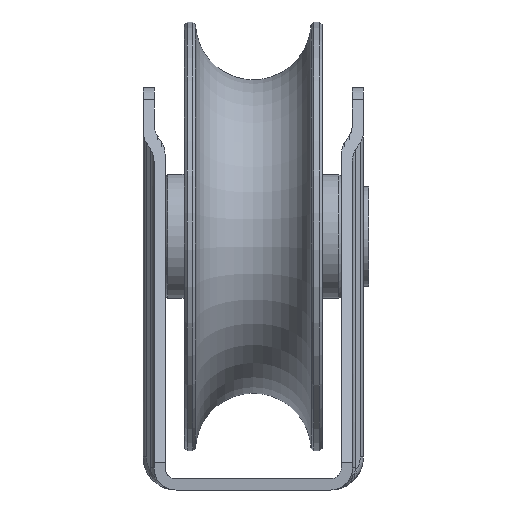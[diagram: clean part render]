
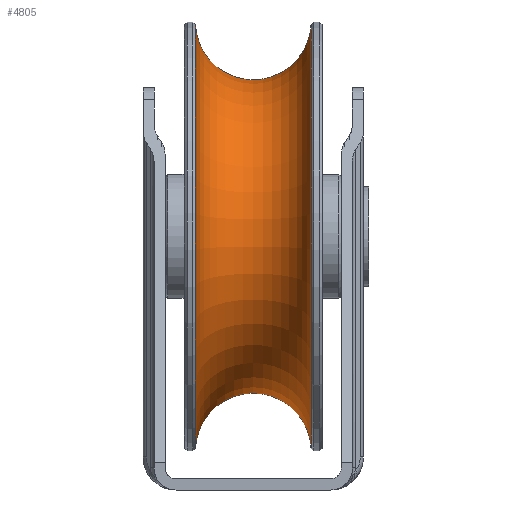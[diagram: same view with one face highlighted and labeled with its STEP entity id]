
A CAD part, left-side view. The second image highlights one B-rep face of the part: STEP entity #4805.
In plain terms, the highlighted toroidal (fillet/blend) face has major radius 39 mm and minor radius 10.5 mm.
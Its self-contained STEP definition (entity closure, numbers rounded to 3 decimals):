
#511=TOROIDAL_SURFACE('',#5141,39.,10.5);
#762=FACE_OUTER_BOUND('',#1044,.T.);
#1044=EDGE_LOOP('',(#3448,#3449,#3450,#3451,#3452,#3453));
#1964=CIRCLE('',#5109,38.501);
#1965=CIRCLE('',#5110,38.501);
#1972=CIRCLE('',#5123,38.501);
#1973=CIRCLE('',#5124,38.501);
#1984=CIRCLE('',#5142,10.5);
#2191=VERTEX_POINT('',#6855);
#2192=VERTEX_POINT('',#6857);
#2199=VERTEX_POINT('',#6882);
#2200=VERTEX_POINT('',#6884);
#2674=EDGE_CURVE('',#2191,#2192,#1964,.T.);
#2675=EDGE_CURVE('',#2192,#2191,#1965,.T.);
#2687=EDGE_CURVE('',#2199,#2200,#1972,.T.);
#2688=EDGE_CURVE('',#2200,#2199,#1973,.T.);
#2702=EDGE_CURVE('',#2200,#2192,#1984,.T.);
#3448=ORIENTED_EDGE('',*,*,#2687,.F.);
#3449=ORIENTED_EDGE('',*,*,#2688,.F.);
#3450=ORIENTED_EDGE('',*,*,#2702,.T.);
#3451=ORIENTED_EDGE('',*,*,#2674,.F.);
#3452=ORIENTED_EDGE('',*,*,#2675,.F.);
#3453=ORIENTED_EDGE('',*,*,#2702,.F.);
#4805=ADVANCED_FACE('',(#762),#511,.F.);
#5109=AXIS2_PLACEMENT_3D('',#6858,#5611,#5612);
#5110=AXIS2_PLACEMENT_3D('',#6859,#5613,#5614);
#5123=AXIS2_PLACEMENT_3D('',#6885,#5644,#5645);
#5124=AXIS2_PLACEMENT_3D('',#6886,#5646,#5647);
#5141=AXIS2_PLACEMENT_3D('',#6916,#5683,#5684);
#5142=AXIS2_PLACEMENT_3D('',#6917,#5685,#5686);
#5611=DIRECTION('center_axis',(0.,1.,0.));
#5612=DIRECTION('ref_axis',(-0.592,0.,-0.806));
#5613=DIRECTION('center_axis',(0.,1.,0.));
#5614=DIRECTION('ref_axis',(-0.592,0.,-0.806));
#5644=DIRECTION('center_axis',(0.,-1.,0.));
#5645=DIRECTION('ref_axis',(-0.592,0.,-0.806));
#5646=DIRECTION('center_axis',(0.,-1.,0.));
#5647=DIRECTION('ref_axis',(-0.592,0.,-0.806));
#5683=DIRECTION('center_axis',(0.,-1.,0.));
#5684=DIRECTION('ref_axis',(0.592,0.,0.806));
#5685=DIRECTION('center_axis',(-0.806,0.,
0.592));
#5686=DIRECTION('ref_axis',(-0.592,0.,-0.806));
#6855=CARTESIAN_POINT('',(22.794,10.488,77.028));
#6857=CARTESIAN_POINT('',(-22.794,10.488,14.972));
#6858=CARTESIAN_POINT('Origin',(0.,10.488,46.));
#6859=CARTESIAN_POINT('Origin',(0.,10.488,46.));
#6882=CARTESIAN_POINT('',(22.794,-10.488,77.028));
#6884=CARTESIAN_POINT('',(-22.794,-10.488,14.972));
#6885=CARTESIAN_POINT('Origin',(0.,-10.488,
46.));
#6886=CARTESIAN_POINT('Origin',(0.,-10.488,
46.));
#6916=CARTESIAN_POINT('Origin',(0.,0.,
46.));
#6917=CARTESIAN_POINT('Origin',(-23.09,0.,
14.57));
